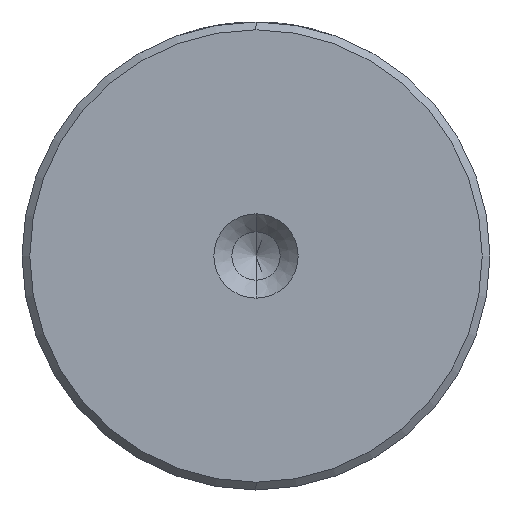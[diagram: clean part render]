
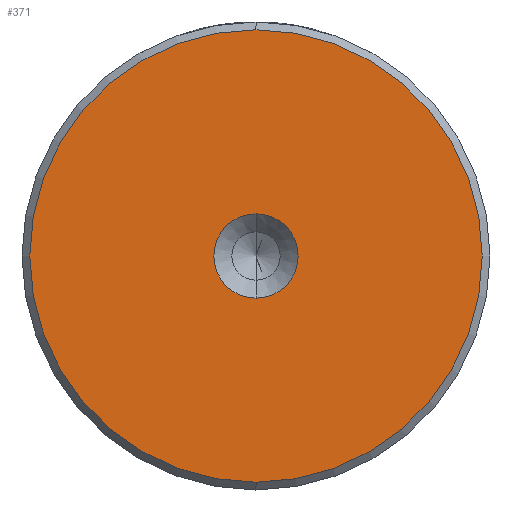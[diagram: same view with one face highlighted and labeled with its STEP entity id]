
A CAD part, left-side view. The second image highlights one B-rep face of the part: STEP entity #371.
In plain terms, the highlighted planar face has unit normal (-1, 0, 0).
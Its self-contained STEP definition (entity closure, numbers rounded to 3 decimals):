
#13 = VERTEX_POINT ( 'NONE', #447 ) ;
#45 = EDGE_CURVE ( 'NONE', #13, #2155, #1390, .T. ) ;
#95 = DIRECTION ( 'NONE',  ( -1., 0., 0. ) ) ;
#111 = CIRCLE ( 'NONE', #1770, 14.5 ) ;
#286 = CARTESIAN_POINT ( 'NONE',  ( 0., 0., 0. ) ) ;
#292 = EDGE_LOOP ( 'NONE', ( #1470, #1963 ) ) ;
#341 = DIRECTION ( 'NONE',  ( -1., 0., 0. ) ) ;
#366 = AXIS2_PLACEMENT_3D ( 'NONE', #286, #715, #2153 ) ;
#371 = ADVANCED_FACE ( 'NONE', ( #2381, #803 ), #513, .T. ) ;
#447 = CARTESIAN_POINT ( 'NONE',  ( 0., 0., -14.5 ) ) ;
#513 = PLANE ( 'NONE',  #366 ) ;
#526 = CARTESIAN_POINT ( 'NONE',  ( 0., 0., 0. ) ) ;
#715 = DIRECTION ( 'NONE',  ( -1., 0., 0. ) ) ;
#722 = DIRECTION ( 'NONE',  ( 0., 0., 1. ) ) ;
#774 = AXIS2_PLACEMENT_3D ( 'NONE', #526, #1954, #722 ) ;
#803 = FACE_BOUND ( 'NONE', #292, .T. ) ;
#1038 = CARTESIAN_POINT ( 'NONE',  ( 0., 0., 2.7 ) ) ;
#1061 = DIRECTION ( 'NONE',  ( -1., 0., 0. ) ) ;
#1132 = EDGE_CURVE ( 'NONE', #1526, #1210, #2504, .T. ) ;
#1210 = VERTEX_POINT ( 'NONE', #1580 ) ;
#1221 = DIRECTION ( 'NONE',  ( 0., 0., 1. ) ) ;
#1333 = CARTESIAN_POINT ( 'NONE',  ( 0., 0., 0. ) ) ;
#1390 = CIRCLE ( 'NONE', #1986, 14.5 ) ;
#1470 = ORIENTED_EDGE ( 'NONE', *, *, #1132, .F. ) ;
#1526 = VERTEX_POINT ( 'NONE', #1038 ) ;
#1547 = DIRECTION ( 'NONE',  ( 0., 0., 1. ) ) ;
#1571 = ORIENTED_EDGE ( 'NONE', *, *, #1593, .T. ) ;
#1580 = CARTESIAN_POINT ( 'NONE',  ( 0., 0., -2.7 ) ) ;
#1593 = EDGE_CURVE ( 'NONE', #2155, #13, #111, .T. ) ;
#1672 = EDGE_LOOP ( 'NONE', ( #1858, #1571 ) ) ;
#1770 = AXIS2_PLACEMENT_3D ( 'NONE', #2295, #1061, #2501 ) ;
#1781 = CARTESIAN_POINT ( 'NONE',  ( 0., 0., 0. ) ) ;
#1858 = ORIENTED_EDGE ( 'NONE', *, *, #45, .T. ) ;
#1909 = CIRCLE ( 'NONE', #2031, 2.7 ) ;
#1954 = DIRECTION ( 'NONE',  ( -1., 0., 0. ) ) ;
#1963 = ORIENTED_EDGE ( 'NONE', *, *, #2316, .F. ) ;
#1986 = AXIS2_PLACEMENT_3D ( 'NONE', #1781, #341, #1221 ) ;
#2031 = AXIS2_PLACEMENT_3D ( 'NONE', #1333, #95, #1547 ) ;
#2153 = DIRECTION ( 'NONE',  ( 0., 0., 1. ) ) ;
#2155 = VERTEX_POINT ( 'NONE', #2156 ) ;
#2156 = CARTESIAN_POINT ( 'NONE',  ( 0., 0., 14.5 ) ) ;
#2295 = CARTESIAN_POINT ( 'NONE',  ( 0., 0., 0. ) ) ;
#2316 = EDGE_CURVE ( 'NONE', #1210, #1526, #1909, .T. ) ;
#2381 = FACE_OUTER_BOUND ( 'NONE', #1672, .T. ) ;
#2501 = DIRECTION ( 'NONE',  ( 0., 0., 1. ) ) ;
#2504 = CIRCLE ( 'NONE', #774, 2.7 ) ;
